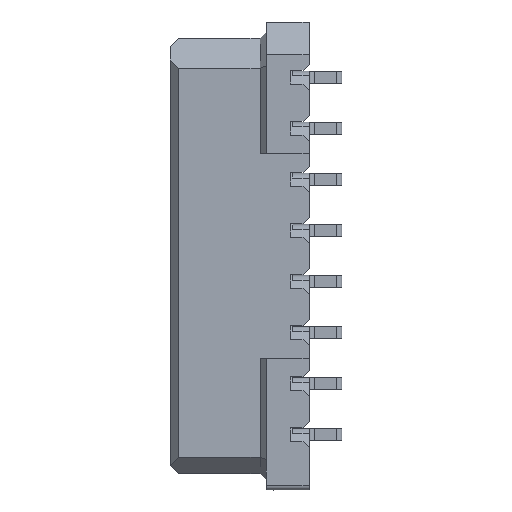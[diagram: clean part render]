
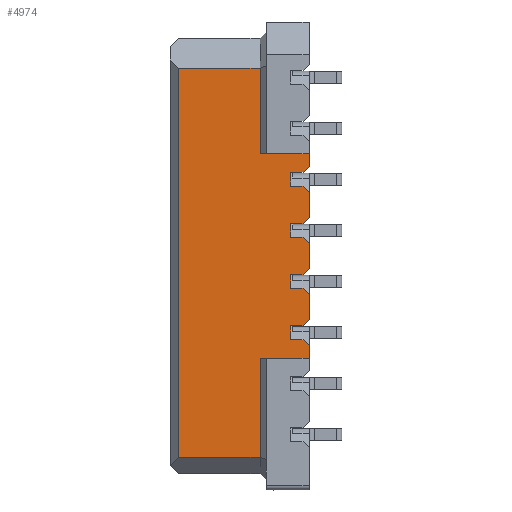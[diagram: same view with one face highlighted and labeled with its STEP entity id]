
A CAD part, front view. The second image highlights one B-rep face of the part: STEP entity #4974.
In plain terms, the highlighted planar face has unit normal (0, -1, 0).
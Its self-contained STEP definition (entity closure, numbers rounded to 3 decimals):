
#793=CARTESIAN_POINT('',(-1.2,-1.,-4.3));
#794=VERTEX_POINT('',#793);
#802=CARTESIAN_POINT('',(-1.2,-1.,-1.875));
#803=VERTEX_POINT('',#802);
#810=CARTESIAN_POINT('',(-1.2,-1.,-1.875));
#811=DIRECTION('',(0.,0.,-1.));
#812=VECTOR('',#811,2.425);
#813=LINE('',#810,#812);
#814=EDGE_CURVE('',#803,#794,#813,.T.);
#1456=CARTESIAN_POINT('',(-3.2,-1.,-4.3));
#1457=VERTEX_POINT('',#1456);
#1481=CARTESIAN_POINT('',(-1.2,-1.,-4.3));
#1482=DIRECTION('',(-1.,0.,0.));
#1483=VECTOR('',#1482,2.);
#1484=LINE('',#1481,#1483);
#1485=EDGE_CURVE('',#794,#1457,#1484,.T.);
#2407=CARTESIAN_POINT('',(-0.15,-1.,-1.42));
#2408=VERTEX_POINT('',#2407);
#2415=CARTESIAN_POINT('',(0.,-1.,-1.57));
#2416=VERTEX_POINT('',#2415);
#2417=CARTESIAN_POINT('',(-0.15,-1.,-1.42));
#2418=DIRECTION('',(0.707,0.,-0.707));
#2419=VECTOR('',#2418,0.212);
#2420=LINE('',#2417,#2419);
#2421=EDGE_CURVE('',#2408,#2416,#2420,.T.);
#4460=CARTESIAN_POINT('',(0.,-1.,-1.875));
#4461=VERTEX_POINT('',#4460);
#4468=CARTESIAN_POINT('',(0.,-1.,-1.875));
#4469=DIRECTION('',(-1.,0.,0.));
#4470=VECTOR('',#4469,1.2);
#4471=LINE('',#4468,#4470);
#4472=EDGE_CURVE('',#4461,#803,#4471,.T.);
#4698=CARTESIAN_POINT('',(-0.45,-1.,-1.42));
#4699=VERTEX_POINT('',#4698);
#4706=CARTESIAN_POINT('',(-0.45,-1.,-1.42));
#4707=DIRECTION('',(1.,0.,0.));
#4708=VECTOR('',#4707,0.3);
#4709=LINE('',#4706,#4708);
#4710=EDGE_CURVE('',#4699,#2408,#4709,.T.);
#4750=CARTESIAN_POINT('',(-1.6,-1.,0.46));
#4751=DIRECTION('',(0.,0.,-1.));
#4752=DIRECTION('',(0.,-1.,0.));
#4753=AXIS2_PLACEMENT_3D('',#4750,#4752,#4751);
#4754=PLANE('',#4753);
#4755=ORIENTED_EDGE('',*,*,#4472,.F.);
#4756=CARTESIAN_POINT('',(0.,-1.,-1.875));
#4757=DIRECTION('',(0.,0.,1.));
#4758=VECTOR('',#4757,0.305);
#4759=LINE('',#4756,#4758);
#4760=EDGE_CURVE('',#4461,#2416,#4759,.T.);
#4761=ORIENTED_EDGE('E418',*,*,#4760,.T.);
#4762=ORIENTED_EDGE('E418',*,*,#2421,.F.);
#4763=ORIENTED_EDGE('E418',*,*,#4710,.F.);
#4764=CARTESIAN_POINT('',(-0.45,-1.,-1.08));
#4765=VERTEX_POINT('',#4764);
#4766=CARTESIAN_POINT('',(-0.45,-1.,-1.42));
#4767=DIRECTION('',(0.,0.,1.));
#4768=VECTOR('',#4767,0.34);
#4769=LINE('',#4766,#4768);
#4770=EDGE_CURVE('',#4699,#4765,#4769,.T.);
#4771=ORIENTED_EDGE('E419',*,*,#4770,.T.);
#4772=CARTESIAN_POINT('',(-0.15,-1.,-1.08));
#4773=VERTEX_POINT('',#4772);
#4774=CARTESIAN_POINT('',(-0.45,-1.,-1.08));
#4775=DIRECTION('',(1.,0.,0.));
#4776=VECTOR('',#4775,0.3);
#4777=LINE('',#4774,#4776);
#4778=EDGE_CURVE('',#4765,#4773,#4777,.T.);
#4779=ORIENTED_EDGE('E420',*,*,#4778,.T.);
#4780=CARTESIAN_POINT('',(0.,-1.,-0.93));
#4781=VERTEX_POINT('',#4780);
#4782=CARTESIAN_POINT('',(-0.15,-1.,-1.08));
#4783=DIRECTION('',(0.707,0.,0.707));
#4784=VECTOR('',#4783,0.212);
#4785=LINE('',#4782,#4784);
#4786=EDGE_CURVE('',#4773,#4781,#4785,.T.);
#4787=ORIENTED_EDGE('E421',*,*,#4786,.T.);
#4788=CARTESIAN_POINT('',(0.,-1.,-0.32));
#4789=VERTEX_POINT('',#4788);
#4790=CARTESIAN_POINT('',(0.,-1.,-0.93));
#4791=DIRECTION('',(0.,0.,1.));
#4792=VECTOR('',#4791,0.61);
#4793=LINE('',#4790,#4792);
#4794=EDGE_CURVE('',#4781,#4789,#4793,.T.);
#4795=ORIENTED_EDGE('E422',*,*,#4794,.T.);
#4796=CARTESIAN_POINT('',(-0.15,-1.,-0.17));
#4797=VERTEX_POINT('',#4796);
#4798=CARTESIAN_POINT('',(0.,-1.,-0.32));
#4799=DIRECTION('',(-0.707,0.,0.707));
#4800=VECTOR('',#4799,0.212);
#4801=LINE('',#4798,#4800);
#4802=EDGE_CURVE('',#4789,#4797,#4801,.T.);
#4803=ORIENTED_EDGE('E423',*,*,#4802,.T.);
#4804=CARTESIAN_POINT('',(-0.45,-1.,-0.17));
#4805=VERTEX_POINT('',#4804);
#4806=CARTESIAN_POINT('',(-0.15,-1.,-0.17));
#4807=DIRECTION('',(-1.,0.,0.));
#4808=VECTOR('',#4807,0.3);
#4809=LINE('',#4806,#4808);
#4810=EDGE_CURVE('',#4797,#4805,#4809,.T.);
#4811=ORIENTED_EDGE('E424',*,*,#4810,.T.);
#4812=CARTESIAN_POINT('',(-0.45,-1.,0.17));
#4813=VERTEX_POINT('',#4812);
#4814=CARTESIAN_POINT('',(-0.45,-1.,-0.17));
#4815=DIRECTION('',(0.,0.,1.));
#4816=VECTOR('',#4815,0.34);
#4817=LINE('',#4814,#4816);
#4818=EDGE_CURVE('',#4805,#4813,#4817,.T.);
#4819=ORIENTED_EDGE('E425',*,*,#4818,.T.);
#4820=CARTESIAN_POINT('',(-0.15,-1.,0.17));
#4821=VERTEX_POINT('',#4820);
#4822=CARTESIAN_POINT('',(-0.45,-1.,0.17));
#4823=DIRECTION('',(1.,0.,0.));
#4824=VECTOR('',#4823,0.3);
#4825=LINE('',#4822,#4824);
#4826=EDGE_CURVE('',#4813,#4821,#4825,.T.);
#4827=ORIENTED_EDGE('E426',*,*,#4826,.T.);
#4828=CARTESIAN_POINT('',(0.,-1.,0.32));
#4829=VERTEX_POINT('',#4828);
#4830=CARTESIAN_POINT('',(-0.15,-1.,0.17));
#4831=DIRECTION('',(0.707,0.,0.707));
#4832=VECTOR('',#4831,0.212);
#4833=LINE('',#4830,#4832);
#4834=EDGE_CURVE('',#4821,#4829,#4833,.T.);
#4835=ORIENTED_EDGE('E427',*,*,#4834,.T.);
#4836=CARTESIAN_POINT('',(0.,-1.,0.93));
#4837=VERTEX_POINT('',#4836);
#4838=CARTESIAN_POINT('',(0.,-1.,0.32));
#4839=DIRECTION('',(0.,0.,1.));
#4840=VECTOR('',#4839,0.61);
#4841=LINE('',#4838,#4840);
#4842=EDGE_CURVE('',#4829,#4837,#4841,.T.);
#4843=ORIENTED_EDGE('E428',*,*,#4842,.T.);
#4844=CARTESIAN_POINT('',(-0.15,-1.,1.08));
#4845=VERTEX_POINT('',#4844);
#4846=CARTESIAN_POINT('',(0.,-1.,0.93));
#4847=DIRECTION('',(-0.707,0.,0.707));
#4848=VECTOR('',#4847,0.212);
#4849=LINE('',#4846,#4848);
#4850=EDGE_CURVE('',#4837,#4845,#4849,.T.);
#4851=ORIENTED_EDGE('E429',*,*,#4850,.T.);
#4852=CARTESIAN_POINT('',(-0.45,-1.,1.08));
#4853=VERTEX_POINT('',#4852);
#4854=CARTESIAN_POINT('',(-0.15,-1.,1.08));
#4855=DIRECTION('',(-1.,0.,0.));
#4856=VECTOR('',#4855,0.3);
#4857=LINE('',#4854,#4856);
#4858=EDGE_CURVE('',#4845,#4853,#4857,.T.);
#4859=ORIENTED_EDGE('E430',*,*,#4858,.T.);
#4860=CARTESIAN_POINT('',(-0.45,-1.,1.42));
#4861=VERTEX_POINT('',#4860);
#4862=CARTESIAN_POINT('',(-0.45,-1.,1.08));
#4863=DIRECTION('',(0.,0.,1.));
#4864=VECTOR('',#4863,0.34);
#4865=LINE('',#4862,#4864);
#4866=EDGE_CURVE('',#4853,#4861,#4865,.T.);
#4867=ORIENTED_EDGE('E431',*,*,#4866,.T.);
#4868=CARTESIAN_POINT('',(-0.15,-1.,1.42));
#4869=VERTEX_POINT('',#4868);
#4870=CARTESIAN_POINT('',(-0.45,-1.,1.42));
#4871=DIRECTION('',(1.,0.,0.));
#4872=VECTOR('',#4871,0.3);
#4873=LINE('',#4870,#4872);
#4874=EDGE_CURVE('',#4861,#4869,#4873,.T.);
#4875=ORIENTED_EDGE('E432',*,*,#4874,.T.);
#4876=CARTESIAN_POINT('',(0.,-1.,1.57));
#4877=VERTEX_POINT('',#4876);
#4878=CARTESIAN_POINT('',(-0.15,-1.,1.42));
#4879=DIRECTION('',(0.707,0.,0.707));
#4880=VECTOR('',#4879,0.212);
#4881=LINE('',#4878,#4880);
#4882=EDGE_CURVE('',#4869,#4877,#4881,.T.);
#4883=ORIENTED_EDGE('E433',*,*,#4882,.T.);
#4884=CARTESIAN_POINT('',(0.,-1.,2.18));
#4885=VERTEX_POINT('',#4884);
#4886=CARTESIAN_POINT('',(0.,-1.,1.57));
#4887=DIRECTION('',(0.,0.,1.));
#4888=VECTOR('',#4887,0.61);
#4889=LINE('',#4886,#4888);
#4890=EDGE_CURVE('',#4877,#4885,#4889,.T.);
#4891=ORIENTED_EDGE('E434',*,*,#4890,.T.);
#4892=CARTESIAN_POINT('',(-0.15,-1.,2.33));
#4893=VERTEX_POINT('',#4892);
#4894=CARTESIAN_POINT('',(0.,-1.,2.18));
#4895=DIRECTION('',(-0.707,0.,0.707));
#4896=VECTOR('',#4895,0.212);
#4897=LINE('',#4894,#4896);
#4898=EDGE_CURVE('',#4885,#4893,#4897,.T.);
#4899=ORIENTED_EDGE('E435',*,*,#4898,.T.);
#4900=CARTESIAN_POINT('',(-0.45,-1.,2.33));
#4901=VERTEX_POINT('',#4900);
#4902=CARTESIAN_POINT('',(-0.15,-1.,2.33));
#4903=DIRECTION('',(-1.,0.,0.));
#4904=VECTOR('',#4903,0.3);
#4905=LINE('',#4902,#4904);
#4906=EDGE_CURVE('',#4893,#4901,#4905,.T.);
#4907=ORIENTED_EDGE('E436',*,*,#4906,.T.);
#4908=CARTESIAN_POINT('',(-0.45,-1.,2.67));
#4909=VERTEX_POINT('',#4908);
#4910=CARTESIAN_POINT('',(-0.45,-1.,2.33));
#4911=DIRECTION('',(0.,0.,1.));
#4912=VECTOR('',#4911,0.34);
#4913=LINE('',#4910,#4912);
#4914=EDGE_CURVE('',#4901,#4909,#4913,.T.);
#4915=ORIENTED_EDGE('E437',*,*,#4914,.T.);
#4916=CARTESIAN_POINT('',(-0.15,-1.,2.67));
#4917=VERTEX_POINT('',#4916);
#4918=CARTESIAN_POINT('',(-0.45,-1.,2.67));
#4919=DIRECTION('',(1.,0.,0.));
#4920=VECTOR('',#4919,0.3);
#4921=LINE('',#4918,#4920);
#4922=EDGE_CURVE('',#4909,#4917,#4921,.T.);
#4923=ORIENTED_EDGE('E438',*,*,#4922,.T.);
#4924=CARTESIAN_POINT('',(0.,-1.,2.82));
#4925=VERTEX_POINT('',#4924);
#4926=CARTESIAN_POINT('',(-0.15,-1.,2.67));
#4927=DIRECTION('',(0.707,0.,0.707));
#4928=VECTOR('',#4927,0.212);
#4929=LINE('',#4926,#4928);
#4930=EDGE_CURVE('',#4917,#4925,#4929,.T.);
#4931=ORIENTED_EDGE('E439',*,*,#4930,.T.);
#4932=CARTESIAN_POINT('',(0.,-1.,3.125));
#4933=VERTEX_POINT('',#4932);
#4934=CARTESIAN_POINT('',(0.,-1.,2.82));
#4935=DIRECTION('',(0.,0.,1.));
#4936=VECTOR('',#4935,0.305);
#4937=LINE('',#4934,#4936);
#4938=EDGE_CURVE('',#4925,#4933,#4937,.T.);
#4939=ORIENTED_EDGE('E440',*,*,#4938,.T.);
#4940=CARTESIAN_POINT('',(-1.2,-1.,3.125));
#4941=VERTEX_POINT('',#4940);
#4942=CARTESIAN_POINT('',(0.,-1.,3.125));
#4943=DIRECTION('',(-1.,0.,0.));
#4944=VECTOR('',#4943,1.2);
#4945=LINE('',#4942,#4944);
#4946=EDGE_CURVE('',#4933,#4941,#4945,.T.);
#4947=ORIENTED_EDGE('E441',*,*,#4946,.T.);
#4948=CARTESIAN_POINT('',(-1.2,-1.,5.22));
#4949=VERTEX_POINT('',#4948);
#4950=CARTESIAN_POINT('',(-1.2,-1.,3.125));
#4951=DIRECTION('',(0.,0.,1.));
#4952=VECTOR('',#4951,2.095);
#4953=LINE('',#4950,#4952);
#4954=EDGE_CURVE('',#4941,#4949,#4953,.T.);
#4955=ORIENTED_EDGE('E442',*,*,#4954,.T.);
#4956=CARTESIAN_POINT('',(-3.2,-1.,5.22));
#4957=VERTEX_POINT('',#4956);
#4958=CARTESIAN_POINT('',(-1.2,-1.,5.22));
#4959=DIRECTION('',(-1.,0.,0.));
#4960=VECTOR('',#4959,2.);
#4961=LINE('',#4958,#4960);
#4962=EDGE_CURVE('',#4949,#4957,#4961,.T.);
#4963=ORIENTED_EDGE('E443',*,*,#4962,.T.);
#4964=CARTESIAN_POINT('',(-3.2,-1.,5.22));
#4965=DIRECTION('',(0.,0.,-1.));
#4966=VECTOR('',#4965,9.52);
#4967=LINE('',#4964,#4966);
#4968=EDGE_CURVE('',#4957,#1457,#4967,.T.);
#4969=ORIENTED_EDGE('E444',*,*,#4968,.T.);
#4970=ORIENTED_EDGE('E444',*,*,#1485,.F.);
#4971=ORIENTED_EDGE('E444',*,*,#814,.F.);
#4972=EDGE_LOOP('',(#4755,#4761,#4762,#4763,#4771,#4779,#4787,#4795,#4803,#4811,#4819,#4827,#4835,#4843,#4851,#4859,#4867,#4875,#4883,#4891,#4899,#4907,#4915,#4923,#4931,#4939,#4947,#4955,#4963,#4969,#4970,#4971));
#4973=FACE_OUTER_BOUND('',#4972,.T.);
#4974=ADVANCED_FACE('F146',(#4973),#4754,.T.);
